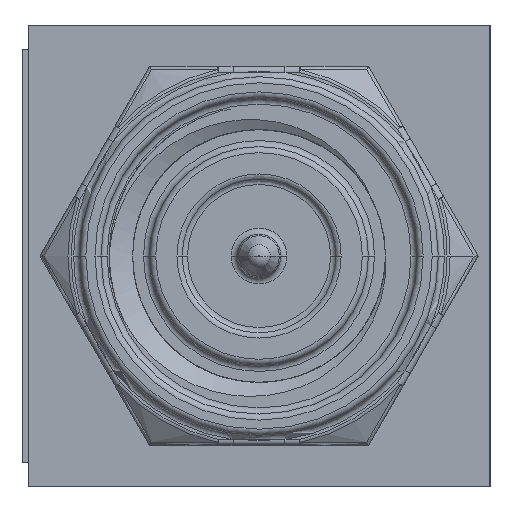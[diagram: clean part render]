
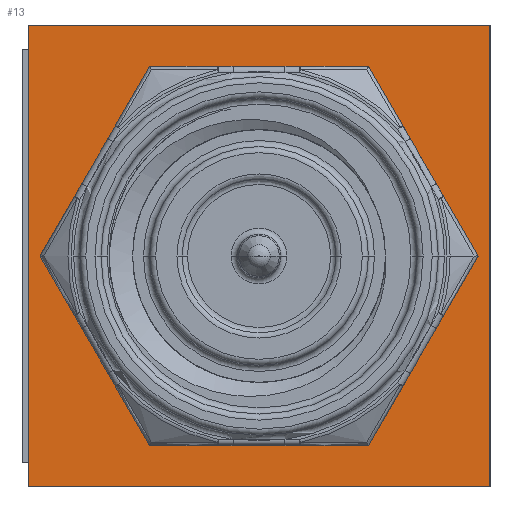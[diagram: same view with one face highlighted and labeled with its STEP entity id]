
A CAD part, left-side view. The second image highlights one B-rep face of the part: STEP entity #13.
In plain terms, the highlighted planar face has unit normal (-1, 0, 0).
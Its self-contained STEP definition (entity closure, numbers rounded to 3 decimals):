
#13 = ADVANCED_FACE ( 'NONE', ( #61953, #33155 ), #16108, .T. ) ;
#145 = EDGE_CURVE ( 'NONE', #58518, #68686, #31594, .T. ) ;
#2972 = DIRECTION ( 'NONE',  ( 0., 1., 0. ) ) ;
#3118 = DIRECTION ( 'NONE',  ( 0., 0., 1. ) ) ;
#4333 = AXIS2_PLACEMENT_3D ( 'NONE', #39579, #39196, #67268 ) ;
#5398 = DIRECTION ( 'NONE',  ( 0., 0., 1. ) ) ;
#6171 = EDGE_LOOP ( 'NONE', ( #45226, #41436, #46928, #9670 ) ) ;
#7443 = DIRECTION ( 'NONE',  ( -1., 0., 0. ) ) ;
#7754 = EDGE_CURVE ( 'NONE', #50692, #58518, #66500, .T. ) ;
#7755 = CARTESIAN_POINT ( 'NONE',  ( 0., -9.652, 0. ) ) ;
#8908 = CARTESIAN_POINT ( 'NONE',  ( 0., -9.652, 0. ) ) ;
#8994 = AXIS2_PLACEMENT_3D ( 'NONE', #54740, #64989, #3118 ) ;
#9670 = ORIENTED_EDGE ( 'NONE', *, *, #145, .T. ) ;
#10776 = EDGE_LOOP ( 'NONE', ( #47463, #25280 ) ) ;
#13941 = EDGE_CURVE ( 'NONE', #30330, #68686, #51670, .T. ) ;
#16108 = PLANE ( 'NONE',  #4333 ) ;
#21563 = CARTESIAN_POINT ( 'NONE',  ( 0., -9.652, -9.652 ) ) ;
#21910 = VERTEX_POINT ( 'NONE', #28878 ) ;
#23170 = CARTESIAN_POINT ( 'NONE',  ( 0., 0., 0. ) ) ;
#23205 = CARTESIAN_POINT ( 'NONE',  ( 0., 0., 0. ) ) ;
#25280 = ORIENTED_EDGE ( 'NONE', *, *, #63359, .F. ) ;
#27323 = EDGE_CURVE ( 'NONE', #21910, #46705, #41684, .T. ) ;
#28684 = EDGE_CURVE ( 'NONE', #50692, #30330, #50372, .T. ) ;
#28878 = CARTESIAN_POINT ( 'NONE',  ( 0., -4.826, -2.311 ) ) ;
#29457 = CIRCLE ( 'NONE', #35451, 2.515 ) ;
#30330 = VERTEX_POINT ( 'NONE', #61448 ) ;
#30861 = DIRECTION ( 'NONE',  ( 0., 1., 0. ) ) ;
#31594 = LINE ( 'NONE', #7755, #70300 ) ;
#31883 = VECTOR ( 'NONE', #2972, 1000. ) ;
#33155 = FACE_BOUND ( 'NONE', #10776, .T. ) ;
#34731 = CARTESIAN_POINT ( 'NONE',  ( 0., -4.826, -7.341 ) ) ;
#35451 = AXIS2_PLACEMENT_3D ( 'NONE', #64276, #7443, #52951 ) ;
#39196 = DIRECTION ( 'NONE',  ( -1., 0., 0. ) ) ;
#39579 = CARTESIAN_POINT ( 'NONE',  ( 0., -9.652, 0. ) ) ;
#41436 = ORIENTED_EDGE ( 'NONE', *, *, #28684, .F. ) ;
#41684 = CIRCLE ( 'NONE', #8994, 2.515 ) ;
#45226 = ORIENTED_EDGE ( 'NONE', *, *, #13941, .F. ) ;
#46705 = VERTEX_POINT ( 'NONE', #34731 ) ;
#46928 = ORIENTED_EDGE ( 'NONE', *, *, #7754, .T. ) ;
#47463 = ORIENTED_EDGE ( 'NONE', *, *, #27323, .F. ) ;
#50372 = LINE ( 'NONE', #21563, #31883 ) ;
#50692 = VERTEX_POINT ( 'NONE', #53319 ) ;
#51670 = LINE ( 'NONE', #23205, #63714 ) ;
#52951 = DIRECTION ( 'NONE',  ( 0., 0., 1. ) ) ;
#53319 = CARTESIAN_POINT ( 'NONE',  ( 0., -9.652, -9.652 ) ) ;
#54619 = VECTOR ( 'NONE', #60797, 1000. ) ;
#54740 = CARTESIAN_POINT ( 'NONE',  ( 0., -4.826, -4.826 ) ) ;
#58518 = VERTEX_POINT ( 'NONE', #67665 ) ;
#60797 = DIRECTION ( 'NONE',  ( 0., 0., 1. ) ) ;
#61448 = CARTESIAN_POINT ( 'NONE',  ( 0., 0., -9.652 ) ) ;
#61953 = FACE_OUTER_BOUND ( 'NONE', #6171, .T. ) ;
#63359 = EDGE_CURVE ( 'NONE', #46705, #21910, #29457, .T. ) ;
#63714 = VECTOR ( 'NONE', #5398, 1000. ) ;
#64276 = CARTESIAN_POINT ( 'NONE',  ( 0., -4.826, -4.826 ) ) ;
#64989 = DIRECTION ( 'NONE',  ( -1., 0., 0. ) ) ;
#66500 = LINE ( 'NONE', #8908, #54619 ) ;
#67268 = DIRECTION ( 'NONE',  ( 0., 0., 1. ) ) ;
#67665 = CARTESIAN_POINT ( 'NONE',  ( 0., -9.652, 0. ) ) ;
#68686 = VERTEX_POINT ( 'NONE', #23170 ) ;
#70300 = VECTOR ( 'NONE', #30861, 1000. ) ;
